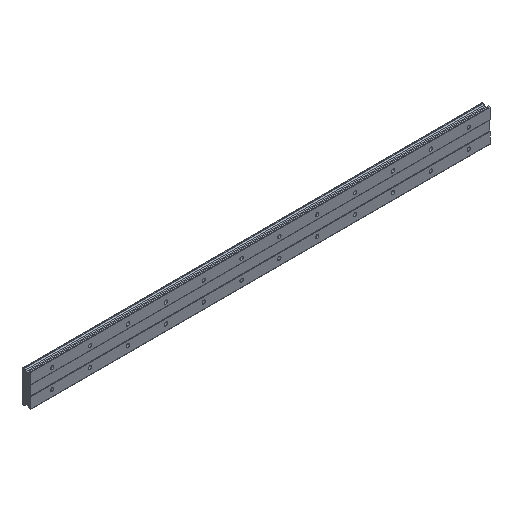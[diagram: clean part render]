
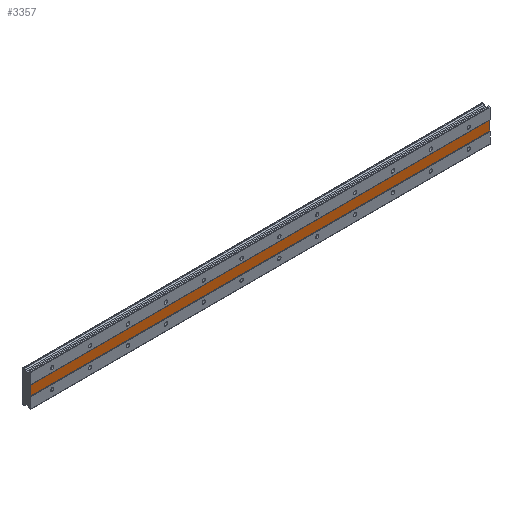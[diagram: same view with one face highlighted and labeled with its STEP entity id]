
A CAD part, isometric view. The second image highlights one B-rep face of the part: STEP entity #3357.
In plain terms, the highlighted planar face has unit normal (0, -1, 0).
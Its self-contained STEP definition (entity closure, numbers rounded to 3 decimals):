
#182 = PLANE ( 'NONE',  #808 ) ;
#248 = CARTESIAN_POINT ( 'NONE',  ( 925., 1., 10. ) ) ;
#312 = CARTESIAN_POINT ( 'NONE',  ( 925., 1., -10. ) ) ;
#525 = LINE ( 'NONE', #3574, #2197 ) ;
#604 = CARTESIAN_POINT ( 'NONE',  ( -45., 1., 34.482 ) ) ;
#783 = VERTEX_POINT ( 'NONE', #248 ) ;
#800 = VECTOR ( 'NONE', #2571, 1000. ) ;
#808 = AXIS2_PLACEMENT_3D ( 'NONE', #3457, #928, #3789 ) ;
#816 = VERTEX_POINT ( 'NONE', #1559 ) ;
#928 = DIRECTION ( 'NONE',  ( 0., 1., 0. ) ) ;
#1149 = DIRECTION ( 'NONE',  ( 0., 0., -1. ) ) ;
#1390 = EDGE_CURVE ( 'NONE', #1538, #816, #1642, .T. ) ;
#1477 = VERTEX_POINT ( 'NONE', #312 ) ;
#1538 = VERTEX_POINT ( 'NONE', #2084 ) ;
#1559 = CARTESIAN_POINT ( 'NONE',  ( -45., 1., -10. ) ) ;
#1642 = LINE ( 'NONE', #604, #2574 ) ;
#1737 = VECTOR ( 'NONE', #1149, 1000. ) ;
#1798 = EDGE_CURVE ( 'NONE', #783, #1477, #3011, .T. ) ;
#1939 = EDGE_CURVE ( 'NONE', #816, #1477, #525, .T. ) ;
#2074 = DIRECTION ( 'NONE',  ( 1., 0., 0. ) ) ;
#2084 = CARTESIAN_POINT ( 'NONE',  ( -45., 1., 10. ) ) ;
#2151 = EDGE_CURVE ( 'NONE', #1538, #783, #2645, .T. ) ;
#2197 = VECTOR ( 'NONE', #2074, 1000. ) ;
#2571 = DIRECTION ( 'NONE',  ( 1., 0., 0. ) ) ;
#2574 = VECTOR ( 'NONE', #3077, 1000. ) ;
#2626 = ORIENTED_EDGE ( 'NONE', *, *, #2151, .F. ) ;
#2645 = LINE ( 'NONE', #4455, #800 ) ;
#2658 = ORIENTED_EDGE ( 'NONE', *, *, #1390, .T. ) ;
#2899 = ORIENTED_EDGE ( 'NONE', *, *, #1798, .F. ) ;
#3011 = LINE ( 'NONE', #4155, #1737 ) ;
#3077 = DIRECTION ( 'NONE',  ( 0., 0., -1. ) ) ;
#3139 = FACE_OUTER_BOUND ( 'NONE', #4336, .T. ) ;
#3357 = ADVANCED_FACE ( 'NONE', ( #3139 ), #182, .F. ) ;
#3457 = CARTESIAN_POINT ( 'NONE',  ( 925., 1., 10. ) ) ;
#3574 = CARTESIAN_POINT ( 'NONE',  ( 925., 1., -10. ) ) ;
#3613 = ORIENTED_EDGE ( 'NONE', *, *, #1939, .T. ) ;
#3789 = DIRECTION ( 'NONE',  ( 0., 0., 1. ) ) ;
#4155 = CARTESIAN_POINT ( 'NONE',  ( 925., 1., 34.482 ) ) ;
#4336 = EDGE_LOOP ( 'NONE', ( #3613, #2899, #2626, #2658 ) ) ;
#4455 = CARTESIAN_POINT ( 'NONE',  ( 925., 1., 10. ) ) ;
